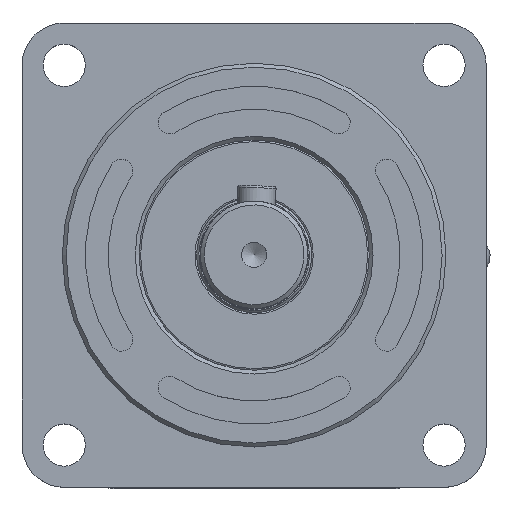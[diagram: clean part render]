
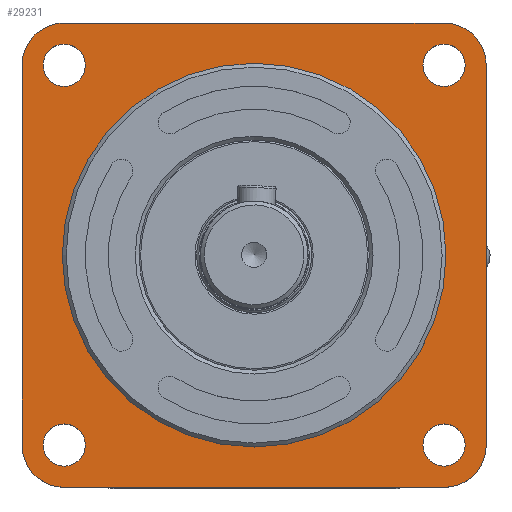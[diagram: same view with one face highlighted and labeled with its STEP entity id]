
A CAD part, top view. The second image highlights one B-rep face of the part: STEP entity #29231.
In plain terms, the highlighted planar face has unit normal (0, 0, 1).
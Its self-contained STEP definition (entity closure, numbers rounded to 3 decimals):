
#609 = CIRCLE ( 'NONE', #39646, 5.5 ) ;
#643 = VERTEX_POINT ( 'NONE', #42380 ) ;
#2433 = EDGE_LOOP ( 'NONE', ( #52958, #18382, #59837, #50657, #19734, #13215, #49175, #43838 ) ) ;
#4289 = VERTEX_POINT ( 'NONE', #25989 ) ;
#4462 = CARTESIAN_POINT ( 'NONE',  ( 0., 0., 0. ) ) ;
#5165 = EDGE_LOOP ( 'NONE', ( #13081 ) ) ;
#5622 = VERTEX_POINT ( 'NONE', #17506 ) ;
#5745 = DIRECTION ( 'NONE',  ( 0., 0., 1. ) ) ;
#6321 = AXIS2_PLACEMENT_3D ( 'NONE', #35238, #41881, #40476 ) ;
#6888 = ORIENTED_EDGE ( 'NONE', *, *, #27250, .F. ) ;
#7333 = EDGE_CURVE ( 'NONE', #51471, #42900, #12620, .T. ) ;
#8429 = DIRECTION ( 'NONE',  ( 0., 0., 1. ) ) ;
#8825 = AXIS2_PLACEMENT_3D ( 'NONE', #68107, #34908, #46778 ) ;
#8941 = VERTEX_POINT ( 'NONE', #47436 ) ;
#9187 = AXIS2_PLACEMENT_3D ( 'NONE', #15222, #5745, #11322 ) ;
#9719 = VERTEX_POINT ( 'NONE', #57298 ) ;
#11322 = DIRECTION ( 'NONE',  ( 1., 0., 0. ) ) ;
#11423 = CARTESIAN_POINT ( 'NONE',  ( -24.75, 24.75, 0. ) ) ;
#12197 = EDGE_CURVE ( 'NONE', #5622, #5622, #39836, .T. ) ;
#12620 = LINE ( 'NONE', #60176, #62851 ) ;
#12940 = CARTESIAN_POINT ( 'NONE',  ( 25., 0., 0. ) ) ;
#12961 = FACE_BOUND ( 'NONE', #53034, .T. ) ;
#13081 = ORIENTED_EDGE ( 'NONE', *, *, #50640, .F. ) ;
#13215 = ORIENTED_EDGE ( 'NONE', *, *, #60071, .T. ) ;
#15222 = CARTESIAN_POINT ( 'NONE',  ( 24.749, -24.749, 0. ) ) ;
#16359 = DIRECTION ( 'NONE',  ( 0., 0., 1. ) ) ;
#16974 = EDGE_CURVE ( 'NONE', #40158, #40158, #62033, .T. ) ;
#17316 = EDGE_CURVE ( 'NONE', #35631, #30679, #41835, .T. ) ;
#17506 = CARTESIAN_POINT ( 'NONE',  ( -21.999, -24.749, 0. ) ) ;
#17953 = EDGE_CURVE ( 'NONE', #4289, #35631, #24116, .T. ) ;
#18382 = ORIENTED_EDGE ( 'NONE', *, *, #64798, .T. ) ;
#19501 = DIRECTION ( 'NONE',  ( 0., 0., 1. ) ) ;
#19734 = ORIENTED_EDGE ( 'NONE', *, *, #29368, .T. ) ;
#19799 = AXIS2_PLACEMENT_3D ( 'NONE', #29791, #8429, #51462 ) ;
#23374 = AXIS2_PLACEMENT_3D ( 'NONE', #59281, #65560, #43544 ) ;
#24116 = LINE ( 'NONE', #45107, #43028 ) ;
#24297 = CIRCLE ( 'NONE', #63395, 2.75 ) ;
#24402 = CARTESIAN_POINT ( 'NONE',  ( -24.75, 30.25, 0. ) ) ;
#24459 = FACE_BOUND ( 'NONE', #54465, .T. ) ;
#25844 = DIRECTION ( 'NONE',  ( 0., 1., 0. ) ) ;
#25989 = CARTESIAN_POINT ( 'NONE',  ( -24.75, -30.25, 0. ) ) ;
#26094 = VERTEX_POINT ( 'NONE', #62470 ) ;
#27250 = EDGE_CURVE ( 'NONE', #9719, #9719, #49048, .T. ) ;
#29231 = ADVANCED_FACE ( 'NONE', ( #55583, #12961, #24459, #66769, #44767, #40186 ), #60851, .T. ) ;
#29368 = EDGE_CURVE ( 'NONE', #30679, #31238, #68156, .T. ) ;
#29791 = CARTESIAN_POINT ( 'NONE',  ( -24.749, -24.749, 0. ) ) ;
#30679 = VERTEX_POINT ( 'NONE', #53741 ) ;
#31238 = VERTEX_POINT ( 'NONE', #44808 ) ;
#33323 = VECTOR ( 'NONE', #35320, 1000. ) ;
#34908 = DIRECTION ( 'NONE',  ( 0., 0., 1. ) ) ;
#35238 = CARTESIAN_POINT ( 'NONE',  ( 24.75, 24.75, 0. ) ) ;
#35320 = DIRECTION ( 'NONE',  ( 0., -1., 0. ) ) ;
#35366 = CIRCLE ( 'NONE', #6321, 5.5 ) ;
#35631 = VERTEX_POINT ( 'NONE', #41294 ) ;
#39646 = AXIS2_PLACEMENT_3D ( 'NONE', #11423, #16359, #48494 ) ;
#39836 = CIRCLE ( 'NONE', #19799, 2.75 ) ;
#40158 = VERTEX_POINT ( 'NONE', #12940 ) ;
#40186 = FACE_OUTER_BOUND ( 'NONE', #2433, .T. ) ;
#40378 = CARTESIAN_POINT ( 'NONE',  ( -30.25, 24.75, 0. ) ) ;
#40476 = DIRECTION ( 'NONE',  ( 1., 0., 0. ) ) ;
#40620 = ORIENTED_EDGE ( 'NONE', *, *, #12197, .F. ) ;
#41068 = CARTESIAN_POINT ( 'NONE',  ( 24.75, -24.75, 0. ) ) ;
#41294 = CARTESIAN_POINT ( 'NONE',  ( 24.75, -30.25, 0. ) ) ;
#41523 = DIRECTION ( 'NONE',  ( 1., 0., 0. ) ) ;
#41835 = CIRCLE ( 'NONE', #46303, 5.5 ) ;
#41881 = DIRECTION ( 'NONE',  ( 0., 0., 1. ) ) ;
#42380 = CARTESIAN_POINT ( 'NONE',  ( -30.25, -24.75, 0. ) ) ;
#42900 = VERTEX_POINT ( 'NONE', #24402 ) ;
#43028 = VECTOR ( 'NONE', #66440, 1000. ) ;
#43544 = DIRECTION ( 'NONE',  ( 1., 0., 0. ) ) ;
#43838 = ORIENTED_EDGE ( 'NONE', *, *, #58619, .T. ) ;
#44337 = CARTESIAN_POINT ( 'NONE',  ( 24.75, 30.25, 0. ) ) ;
#44767 = FACE_BOUND ( 'NONE', #68423, .T. ) ;
#44808 = CARTESIAN_POINT ( 'NONE',  ( 30.25, 24.75, 0. ) ) ;
#45107 = CARTESIAN_POINT ( 'NONE',  ( -30.25, -30.25, 0. ) ) ;
#45455 = CARTESIAN_POINT ( 'NONE',  ( -30.25, 30.25, 0. ) ) ;
#46303 = AXIS2_PLACEMENT_3D ( 'NONE', #41068, #52262, #51566 ) ;
#46778 = DIRECTION ( 'NONE',  ( 1., 0., 0. ) ) ;
#47436 = CARTESIAN_POINT ( 'NONE',  ( 27.499, 24.749, 0. ) ) ;
#48494 = DIRECTION ( 'NONE',  ( 1., 0., 0. ) ) ;
#48514 = AXIS2_PLACEMENT_3D ( 'NONE', #4462, #56894, #57588 ) ;
#49048 = CIRCLE ( 'NONE', #23374, 2.75 ) ;
#49175 = ORIENTED_EDGE ( 'NONE', *, *, #7333, .T. ) ;
#50640 = EDGE_CURVE ( 'NONE', #8941, #8941, #24297, .T. ) ;
#50657 = ORIENTED_EDGE ( 'NONE', *, *, #17316, .T. ) ;
#51283 = CIRCLE ( 'NONE', #8825, 5.5 ) ;
#51385 = CARTESIAN_POINT ( 'NONE',  ( 0., 0., 0. ) ) ;
#51462 = DIRECTION ( 'NONE',  ( 1., 0., 0. ) ) ;
#51471 = VERTEX_POINT ( 'NONE', #44337 ) ;
#51566 = DIRECTION ( 'NONE',  ( 1., 0., 0. ) ) ;
#52262 = DIRECTION ( 'NONE',  ( 0., 0., 1. ) ) ;
#52639 = EDGE_LOOP ( 'NONE', ( #6888 ) ) ;
#52958 = ORIENTED_EDGE ( 'NONE', *, *, #63442, .T. ) ;
#53034 = EDGE_LOOP ( 'NONE', ( #40620 ) ) ;
#53507 = ORIENTED_EDGE ( 'NONE', *, *, #55559, .F. ) ;
#53741 = CARTESIAN_POINT ( 'NONE',  ( 30.25, -24.75, 0. ) ) ;
#54465 = EDGE_LOOP ( 'NONE', ( #53507 ) ) ;
#55559 = EDGE_CURVE ( 'NONE', #26094, #26094, #59499, .T. ) ;
#55583 = FACE_BOUND ( 'NONE', #52639, .T. ) ;
#56894 = DIRECTION ( 'NONE',  ( 0., 0., 1. ) ) ;
#57298 = CARTESIAN_POINT ( 'NONE',  ( -21.999, 24.749, 0. ) ) ;
#57345 = LINE ( 'NONE', #45455, #33323 ) ;
#57588 = DIRECTION ( 'NONE',  ( 1., 0., 0. ) ) ;
#58619 = EDGE_CURVE ( 'NONE', #42900, #65851, #609, .T. ) ;
#58786 = ORIENTED_EDGE ( 'NONE', *, *, #16974, .F. ) ;
#59281 = CARTESIAN_POINT ( 'NONE',  ( -24.749, 24.749, 0. ) ) ;
#59499 = CIRCLE ( 'NONE', #9187, 2.75 ) ;
#59837 = ORIENTED_EDGE ( 'NONE', *, *, #17953, .T. ) ;
#60071 = EDGE_CURVE ( 'NONE', #31238, #51471, #35366, .T. ) ;
#60176 = CARTESIAN_POINT ( 'NONE',  ( -30.25, 30.25, 0. ) ) ;
#60851 = PLANE ( 'NONE',  #68050 ) ;
#61530 = DIRECTION ( 'NONE',  ( 1., 0., 0. ) ) ;
#61536 = DIRECTION ( 'NONE',  ( -1., 0., 0. ) ) ;
#62033 = CIRCLE ( 'NONE', #48514, 25. ) ;
#62470 = CARTESIAN_POINT ( 'NONE',  ( 27.499, -24.749, 0. ) ) ;
#62851 = VECTOR ( 'NONE', #61536, 1000. ) ;
#63269 = CARTESIAN_POINT ( 'NONE',  ( 30.25, 30.25, 0. ) ) ;
#63395 = AXIS2_PLACEMENT_3D ( 'NONE', #68777, #19501, #41523 ) ;
#63442 = EDGE_CURVE ( 'NONE', #65851, #643, #57345, .T. ) ;
#64798 = EDGE_CURVE ( 'NONE', #643, #4289, #51283, .T. ) ;
#65560 = DIRECTION ( 'NONE',  ( 0., 0., 1. ) ) ;
#65749 = DIRECTION ( 'NONE',  ( 0., 0., 1. ) ) ;
#65851 = VERTEX_POINT ( 'NONE', #40378 ) ;
#66440 = DIRECTION ( 'NONE',  ( 1., 0., 0. ) ) ;
#66769 = FACE_BOUND ( 'NONE', #5165, .T. ) ;
#66939 = VECTOR ( 'NONE', #25844, 1000. ) ;
#68050 = AXIS2_PLACEMENT_3D ( 'NONE', #51385, #65749, #61530 ) ;
#68107 = CARTESIAN_POINT ( 'NONE',  ( -24.75, -24.75, 0. ) ) ;
#68156 = LINE ( 'NONE', #63269, #66939 ) ;
#68423 = EDGE_LOOP ( 'NONE', ( #58786 ) ) ;
#68777 = CARTESIAN_POINT ( 'NONE',  ( 24.749, 24.749, 0. ) ) ;
